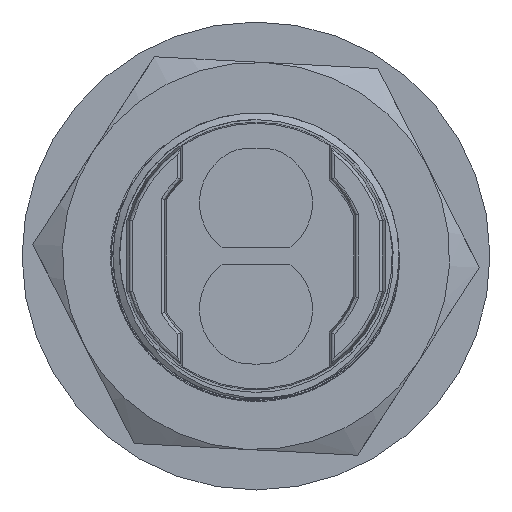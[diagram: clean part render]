
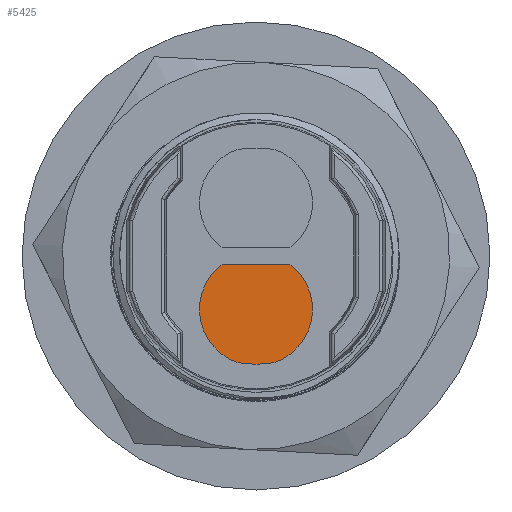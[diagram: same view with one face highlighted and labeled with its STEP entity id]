
A CAD part, left-side view. The second image highlights one B-rep face of the part: STEP entity #5425.
In plain terms, the highlighted planar face has unit normal (-1, 0, 0).
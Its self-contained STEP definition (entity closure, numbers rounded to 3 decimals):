
#1276 = VECTOR ( 'NONE', #26655, 1000. ) ;
#2324 = EDGE_CURVE ( 'NONE', #4279, #11811, #28924, .T. ) ;
#3374 = EDGE_CURVE ( 'NONE', #30045, #13542, #24668, .T. ) ;
#3720 = CARTESIAN_POINT ( 'NONE',  ( -1.4, 0., -3.3 ) ) ;
#3869 = CARTESIAN_POINT ( 'NONE',  ( -1.4, 2.1, -0.5 ) ) ;
#4279 = VERTEX_POINT ( 'NONE', #22967 ) ;
#4352 = ORIENTED_EDGE ( 'NONE', *, *, #3374, .T. ) ;
#4587 = EDGE_CURVE ( 'NONE', #8667, #4279, #12807, .T. ) ;
#5425 = ADVANCED_FACE ( 'NONE', ( #6801 ), #33041, .F. ) ;
#6065 = ORIENTED_EDGE ( 'NONE', *, *, #4587, .T. ) ;
#6801 = FACE_OUTER_BOUND ( 'NONE', #20031, .T. ) ;
#7017 = DIRECTION ( 'NONE',  ( -1., 0., 0. ) ) ;
#8149 = AXIS2_PLACEMENT_3D ( 'NONE', #3720, #27059, #29398 ) ;
#8290 = DIRECTION ( 'NONE',  ( 0., 0., 1. ) ) ;
#8337 = CARTESIAN_POINT ( 'NONE',  ( -1.4, -1.179, -6.595 ) ) ;
#8667 = VERTEX_POINT ( 'NONE', #13132 ) ;
#9571 = ORIENTED_EDGE ( 'NONE', *, *, #2324, .T. ) ;
#10202 = CARTESIAN_POINT ( 'NONE',  ( -1.4, 1.179, -6.595 ) ) ;
#10928 = DIRECTION ( 'NONE',  ( 0., 0., -1. ) ) ;
#11193 = EDGE_CURVE ( 'NONE', #13542, #8667, #26581, .T. ) ;
#11811 = VERTEX_POINT ( 'NONE', #10202 ) ;
#12340 = CARTESIAN_POINT ( 'NONE',  ( -1.4, 0., 0. ) ) ;
#12442 = DIRECTION ( 'NONE',  ( 0., 0., 1. ) ) ;
#12807 = LINE ( 'NONE', #3869, #1276 ) ;
#13132 = CARTESIAN_POINT ( 'NONE',  ( -1.4, -2.1, -0.5 ) ) ;
#13542 = VERTEX_POINT ( 'NONE', #8337 ) ;
#13849 = CARTESIAN_POINT ( 'NONE',  ( -1.4, 0., 0. ) ) ;
#14151 = AXIS2_PLACEMENT_3D ( 'NONE', #12340, #30202, #12442 ) ;
#15322 = DIRECTION ( 'NONE',  ( 1., 0., 0. ) ) ;
#16382 = EDGE_CURVE ( 'NONE', #11811, #30045, #29500, .T. ) ;
#18461 = AXIS2_PLACEMENT_3D ( 'NONE', #30584, #15322, #10928 ) ;
#20031 = EDGE_LOOP ( 'NONE', ( #6065, #9571, #28411, #4352, #28277 ) ) ;
#22967 = CARTESIAN_POINT ( 'NONE',  ( -1.4, 2.1, -0.5 ) ) ;
#24668 = CIRCLE ( 'NONE', #27106, 6.7 ) ;
#24882 = DIRECTION ( 'NONE',  ( 0., 0., 1. ) ) ;
#26581 = CIRCLE ( 'NONE', #8149, 3.5 ) ;
#26655 = DIRECTION ( 'NONE',  ( 0., 1., 0. ) ) ;
#26661 = AXIS2_PLACEMENT_3D ( 'NONE', #27551, #7017, #24882 ) ;
#27059 = DIRECTION ( 'NONE',  ( -1., 0., 0. ) ) ;
#27106 = AXIS2_PLACEMENT_3D ( 'NONE', #13849, #31279, #8290 ) ;
#27551 = CARTESIAN_POINT ( 'NONE',  ( -1.4, 0., -3.3 ) ) ;
#28277 = ORIENTED_EDGE ( 'NONE', *, *, #11193, .T. ) ;
#28411 = ORIENTED_EDGE ( 'NONE', *, *, #16382, .T. ) ;
#28924 = CIRCLE ( 'NONE', #26661, 3.5 ) ;
#29036 = CARTESIAN_POINT ( 'NONE',  ( -1.4, 0., -6.7 ) ) ;
#29398 = DIRECTION ( 'NONE',  ( 0., 0., 1. ) ) ;
#29500 = CIRCLE ( 'NONE', #14151, 6.7 ) ;
#30045 = VERTEX_POINT ( 'NONE', #29036 ) ;
#30202 = DIRECTION ( 'NONE',  ( -1., 0., 0. ) ) ;
#30584 = CARTESIAN_POINT ( 'NONE',  ( -1.4, 0., -3.3 ) ) ;
#31279 = DIRECTION ( 'NONE',  ( -1., 0., 0. ) ) ;
#33041 = PLANE ( 'NONE',  #18461 ) ;
